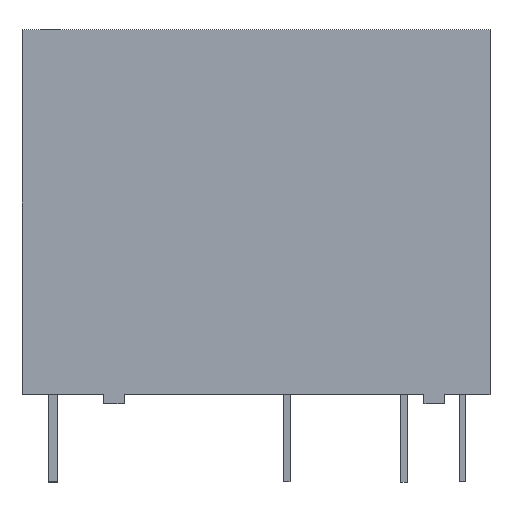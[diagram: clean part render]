
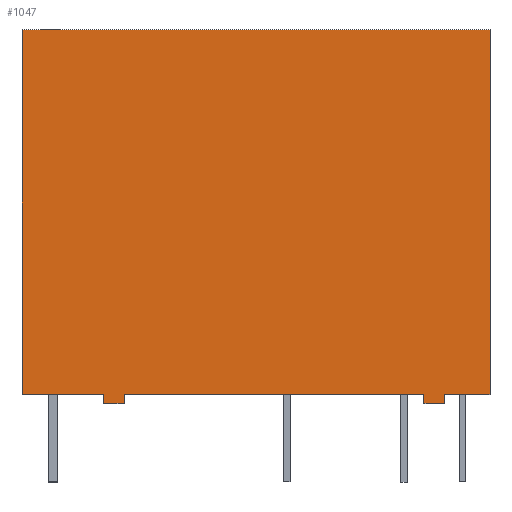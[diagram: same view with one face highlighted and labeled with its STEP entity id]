
A CAD part, top view. The second image highlights one B-rep face of the part: STEP entity #1047.
In plain terms, the highlighted planar face has unit normal (0, 0, 1).
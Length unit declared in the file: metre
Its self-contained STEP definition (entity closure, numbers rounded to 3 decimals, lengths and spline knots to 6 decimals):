
#46=LINE('',#1834,#178);
#50=LINE('',#1843,#182);
#53=LINE('',#1850,#185);
#67=LINE('',#1880,#199);
#75=LINE('',#1895,#207);
#76=LINE('',#1897,#208);
#77=LINE('',#1898,#209);
#78=LINE('',#1900,#210);
#79=LINE('',#1902,#211);
#80=LINE('',#1903,#212);
#81=LINE('',#1905,#213);
#82=LINE('',#1907,#214);
#178=VECTOR('',#1565,1.);
#182=VECTOR('',#1571,1.);
#185=VECTOR('',#1576,1.);
#199=VECTOR('',#1598,1.);
#207=VECTOR('',#1612,1.);
#208=VECTOR('',#1613,1.);
#209=VECTOR('',#1614,1.);
#210=VECTOR('',#1615,1.);
#211=VECTOR('',#1616,1.);
#212=VECTOR('',#1617,1.);
#213=VECTOR('',#1618,1.);
#214=VECTOR('',#1619,1.);
#366=ORIENTED_EDGE('',*,*,#617,.T.);
#367=ORIENTED_EDGE('',*,*,#618,.F.);
#368=ORIENTED_EDGE('',*,*,#592,.T.);
#369=ORIENTED_EDGE('',*,*,#619,.T.);
#370=ORIENTED_EDGE('',*,*,#620,.T.);
#371=ORIENTED_EDGE('',*,*,#621,.F.);
#372=ORIENTED_EDGE('',*,*,#588,.T.);
#373=ORIENTED_EDGE('',*,*,#622,.T.);
#374=ORIENTED_EDGE('',*,*,#623,.T.);
#375=ORIENTED_EDGE('',*,*,#624,.F.);
#376=ORIENTED_EDGE('',*,*,#595,.F.);
#377=ORIENTED_EDGE('',*,*,#609,.T.);
#588=EDGE_CURVE('',#721,#720,#46,.T.);
#592=EDGE_CURVE('',#725,#724,#50,.T.);
#595=EDGE_CURVE('',#727,#728,#53,.T.);
#609=EDGE_CURVE('',#727,#739,#67,.T.);
#617=EDGE_CURVE('',#739,#744,#75,.T.);
#618=EDGE_CURVE('',#725,#744,#76,.T.);
#619=EDGE_CURVE('',#724,#745,#77,.T.);
#620=EDGE_CURVE('',#745,#746,#78,.T.);
#621=EDGE_CURVE('',#721,#746,#79,.T.);
#622=EDGE_CURVE('',#720,#747,#80,.T.);
#623=EDGE_CURVE('',#747,#748,#81,.T.);
#624=EDGE_CURVE('',#728,#748,#82,.T.);
#720=VERTEX_POINT('',#1833);
#721=VERTEX_POINT('',#1835);
#724=VERTEX_POINT('',#1842);
#725=VERTEX_POINT('',#1844);
#727=VERTEX_POINT('',#1849);
#728=VERTEX_POINT('',#1851);
#739=VERTEX_POINT('',#1879);
#744=VERTEX_POINT('',#1896);
#745=VERTEX_POINT('',#1899);
#746=VERTEX_POINT('',#1901);
#747=VERTEX_POINT('',#1904);
#748=VERTEX_POINT('',#1906);
#810=EDGE_LOOP('',(#366,#367,#368,#369,#370,#371,#372,#373,#374,#375,#376,
#377));
#876=FACE_BOUND('',#810,.T.);
#935=PLANE('',#1458);
#1047=ADVANCED_FACE('',(#876),#935,.F.);
#1458=AXIS2_PLACEMENT_3D('',#1894,#1610,#1611);
#1565=DIRECTION('',(1.,0.,0.));
#1571=DIRECTION('',(1.,0.,0.));
#1576=DIRECTION('',(1.,0.,0.));
#1598=DIRECTION('',(0.,-1.,0.));
#1610=DIRECTION('',(0.,0.,-1.));
#1611=DIRECTION('',(-1.,0.,0.));
#1612=DIRECTION('',(1.,0.,0.));
#1613=DIRECTION('',(0.,1.,0.));
#1614=DIRECTION('',(0.,1.,0.));
#1615=DIRECTION('',(1.,0.,0.));
#1616=DIRECTION('',(0.,1.,0.));
#1617=DIRECTION('',(0.,1.,0.));
#1618=DIRECTION('',(1.,0.,0.));
#1619=DIRECTION('',(0.,-1.,0.));
#1833=CARTESIAN_POINT('',(0.017005,0.,0.00134));
#1834=CARTESIAN_POINT('',(0.016105,0.,0.00134));
#1835=CARTESIAN_POINT('',(0.016105,0.,0.00134));
#1842=CARTESIAN_POINT('',(0.003105,0.,0.00134));
#1843=CARTESIAN_POINT('',(0.002205,0.,0.00134));
#1844=CARTESIAN_POINT('',(0.002205,0.,0.00134));
#1849=CARTESIAN_POINT('',(-0.00133,0.0162,0.00134));
#1850=CARTESIAN_POINT('',(-0.00133,0.0162,0.00134));
#1851=CARTESIAN_POINT('',(0.01897,0.0162,0.00134));
#1879=CARTESIAN_POINT('',(-0.00133,0.0004,0.00134));
#1880=CARTESIAN_POINT('',(-0.00133,0.0162,0.00134));
#1894=CARTESIAN_POINT('',(-0.00133,0.0162,0.00134));
#1895=CARTESIAN_POINT('',(-0.00133,0.0004,0.00134));
#1896=CARTESIAN_POINT('',(0.002205,0.0004,0.00134));
#1897=CARTESIAN_POINT('',(0.002205,-0.00111,0.00134));
#1898=CARTESIAN_POINT('',(0.003105,-0.00111,0.00134));
#1899=CARTESIAN_POINT('',(0.003105,0.0004,0.00134));
#1900=CARTESIAN_POINT('',(-0.00133,0.0004,0.00134));
#1901=CARTESIAN_POINT('',(0.016105,0.0004,0.00134));
#1902=CARTESIAN_POINT('',(0.016105,-0.00111,0.00134));
#1903=CARTESIAN_POINT('',(0.017005,-0.00111,0.00134));
#1904=CARTESIAN_POINT('',(0.017005,0.0004,0.00134));
#1905=CARTESIAN_POINT('',(-0.00133,0.0004,0.00134));
#1906=CARTESIAN_POINT('',(0.01897,0.0004,0.00134));
#1907=CARTESIAN_POINT('',(0.01897,0.0162,0.00134));
